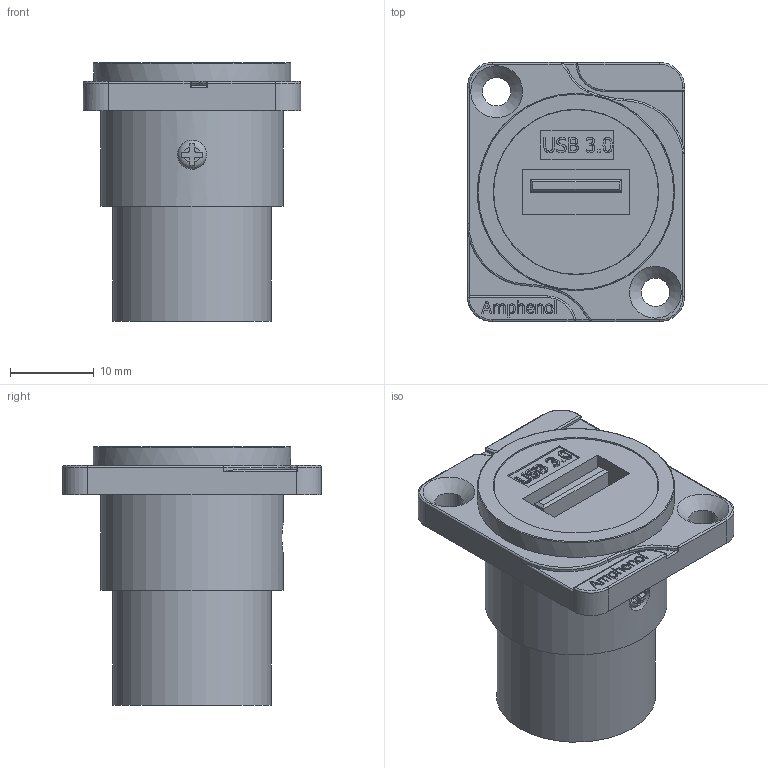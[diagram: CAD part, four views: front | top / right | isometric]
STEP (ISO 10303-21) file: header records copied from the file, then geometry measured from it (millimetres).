
FILE_DESCRIPTION(/* description */ (''),/* implementation_level */ '2;1');
FILE_NAME(/* name */ 'AC-USB3-AA.stp',/* time_stamp */ '2024-02-08T18:39:26+11:00',/* author */ ('minh'),/* organization */ (''),/* preprocessor_version */ 'ST-DEVELOPER v18.1',/* originating_system */ 'Autodesk Inventor 2022',/* authorisation */ '');
FILE_SCHEMA (('AUTOMOTIVE_DESIGN { 1 0 10303 214 3 1 1 }'));
Length unit declared in the file: millimetre
Products named in the file (1): AC-USB3-AA
Bounding box: 26 x 31 x 30.95 mm (x, y, z)
Volume: 10487.1 mm3; surface area: 6406.5 mm2
Topology: 2 solids, 2 shells, 374 faces, 972 edges, 628 vertices
Faces by surface type: plane 176, bspline 121, cylinder 50, torus 18, sphere 7, cone 2
Full cylindrical faces by diameter (mm): 3.4 x2, 3.5 x3, 19 x1, 19.7 x2, 19.8 x2, 21.8 x1, 23.6 x1
Entity records: 12351 total; most frequent: CARTESIAN_POINT 3759, ORIENTED_EDGE 1932, DIRECTION 1344, EDGE_CURVE 966, VERTEX_POINT 628, LINE 564, VECTOR 564, EDGE_LOOP 412
